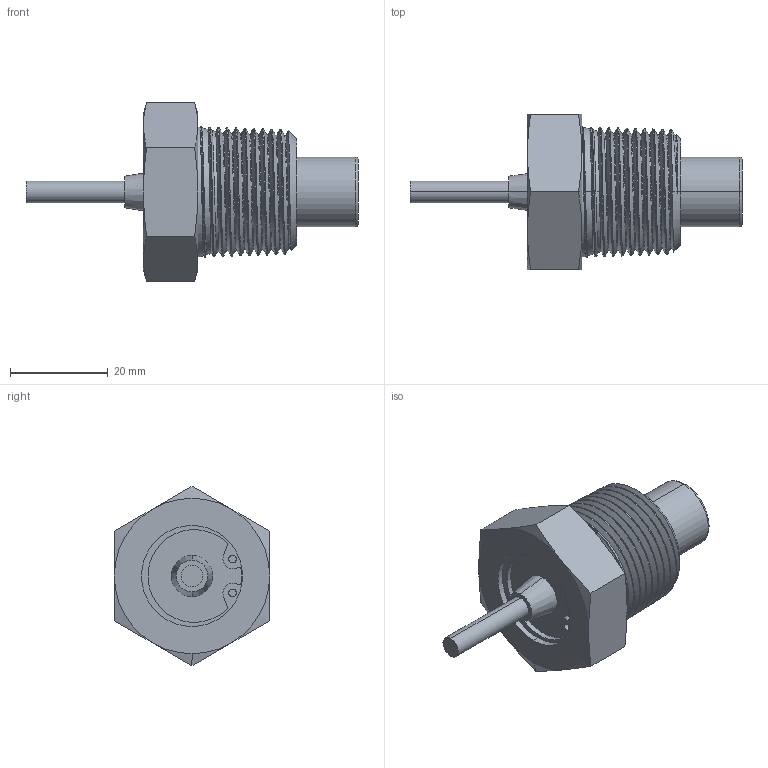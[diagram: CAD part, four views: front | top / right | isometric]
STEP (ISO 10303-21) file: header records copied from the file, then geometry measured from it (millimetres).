
FILE_DESCRIPTION (( 'STEP AP214' ), '1' );
FILE_NAME ('IndustrialSensor-with fake3-4NPT.STEP', '2025-08-27T23:23:25', ( '' ), ( '' ), 'SwSTEP 2.0', 'SolidWorks 2025', '' );
FILE_SCHEMA (( 'AUTOMOTIVE_DESIGN' ));
Length unit declared in the file: inch
Products named in the file (1): IndustrialSensor-with fake3-4NPT
Bounding box: 67.82 x 31.75 x 36.66 mm (x, y, z)
Volume: 21156.6 mm3; surface area: 11093.5 mm2
Topology: 7 solids, 7 shells, 153 faces, 530 edges, 395 vertices
Faces by surface type: cone 50, torus 34, cylinder 32, plane 28, bspline 9
Entity records: 22129 total; most frequent: CARTESIAN_POINT 17769, ORIENTED_EDGE 1060, DIRECTION 694, EDGE_CURVE 530, VERTEX_POINT 395, AXIS2_PLACEMENT_3D 304, B_SPLINE_CURVE_WITH_KNOTS 285, EDGE_LOOP 167
